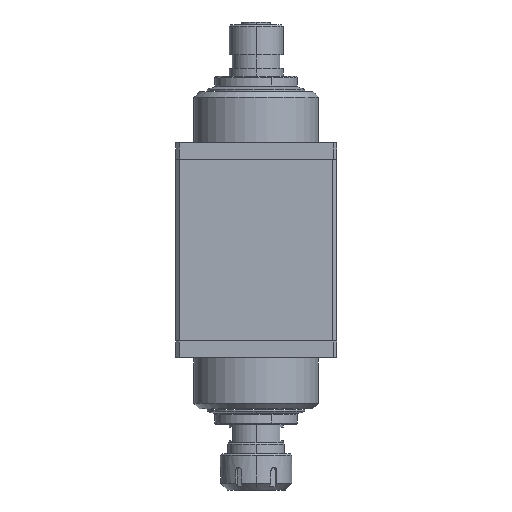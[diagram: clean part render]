
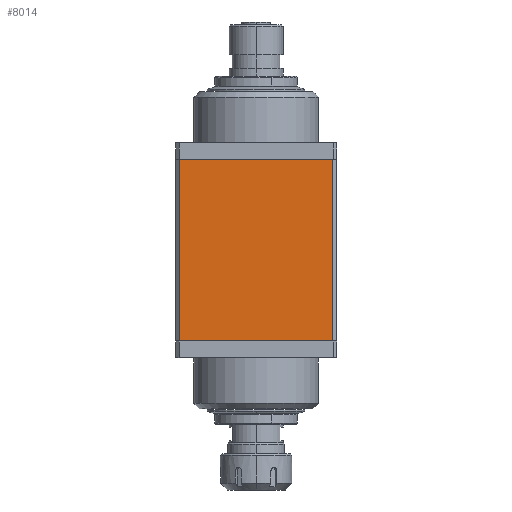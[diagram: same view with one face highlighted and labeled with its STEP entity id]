
A CAD part, left-side view. The second image highlights one B-rep face of the part: STEP entity #8014.
In plain terms, the highlighted planar face has unit normal (-1, 0, 0).
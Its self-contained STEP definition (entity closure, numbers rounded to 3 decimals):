
#229 = VERTEX_POINT ( 'NONE', #4416 ) ;
#662 = CARTESIAN_POINT ( 'NONE',  ( -71.25, 67.25, 0. ) ) ;
#738 = CARTESIAN_POINT ( 'NONE',  ( -71.25, -67.25, 160. ) ) ;
#1530 = EDGE_CURVE ( 'NONE', #4020, #229, #6331, .T. ) ;
#1569 = CARTESIAN_POINT ( 'NONE',  ( -71.25, -67.25, 0. ) ) ;
#1874 = VECTOR ( 'NONE', #8891, 1000. ) ;
#2138 = EDGE_CURVE ( 'NONE', #4020, #9436, #4538, .T. ) ;
#3335 = FACE_OUTER_BOUND ( 'NONE', #6732, .T. ) ;
#3524 = ORIENTED_EDGE ( 'NONE', *, *, #6189, .F. ) ;
#3957 = ORIENTED_EDGE ( 'NONE', *, *, #1530, .T. ) ;
#4005 = DIRECTION ( 'NONE',  ( 1., 0., 0. ) ) ;
#4020 = VERTEX_POINT ( 'NONE', #10908 ) ;
#4140 = DIRECTION ( 'NONE',  ( 0., 0., -1. ) ) ;
#4141 = ORIENTED_EDGE ( 'NONE', *, *, #2138, .F. ) ;
#4416 = CARTESIAN_POINT ( 'NONE',  ( -71.25, 67.25, 0. ) ) ;
#4538 = LINE ( 'NONE', #5282, #1874 ) ;
#4926 = CARTESIAN_POINT ( 'NONE',  ( -71.25, -67.25, 160. ) ) ;
#5187 = VECTOR ( 'NONE', #4140, 1000. ) ;
#5234 = VECTOR ( 'NONE', #6019, 1000. ) ;
#5282 = CARTESIAN_POINT ( 'NONE',  ( -71.25, 67.25, 160. ) ) ;
#6019 = DIRECTION ( 'NONE',  ( 0., -1., 0. ) ) ;
#6189 = EDGE_CURVE ( 'NONE', #9436, #9334, #10462, .T. ) ;
#6331 = LINE ( 'NONE', #7245, #9143 ) ;
#6732 = EDGE_LOOP ( 'NONE', ( #7124, #3524, #4141, #3957 ) ) ;
#7124 = ORIENTED_EDGE ( 'NONE', *, *, #9753, .T. ) ;
#7245 = CARTESIAN_POINT ( 'NONE',  ( -71.25, 67.25, 160. ) ) ;
#7495 = PLANE ( 'NONE',  #10865 ) ;
#8014 = ADVANCED_FACE ( 'NONE', ( #3335 ), #7495, .F. ) ;
#8891 = DIRECTION ( 'NONE',  ( 0., -1., 0. ) ) ;
#9005 = DIRECTION ( 'NONE',  ( 0., 0., -1. ) ) ;
#9143 = VECTOR ( 'NONE', #9005, 1000. ) ;
#9334 = VERTEX_POINT ( 'NONE', #1569 ) ;
#9381 = CARTESIAN_POINT ( 'NONE',  ( -71.25, 67.25, 160. ) ) ;
#9436 = VERTEX_POINT ( 'NONE', #738 ) ;
#9753 = EDGE_CURVE ( 'NONE', #229, #9334, #9950, .T. ) ;
#9950 = LINE ( 'NONE', #662, #5234 ) ;
#10269 = DIRECTION ( 'NONE',  ( 0., 0., -1. ) ) ;
#10462 = LINE ( 'NONE', #4926, #5187 ) ;
#10865 = AXIS2_PLACEMENT_3D ( 'NONE', #9381, #4005, #10269 ) ;
#10908 = CARTESIAN_POINT ( 'NONE',  ( -71.25, 67.25, 160. ) ) ;
